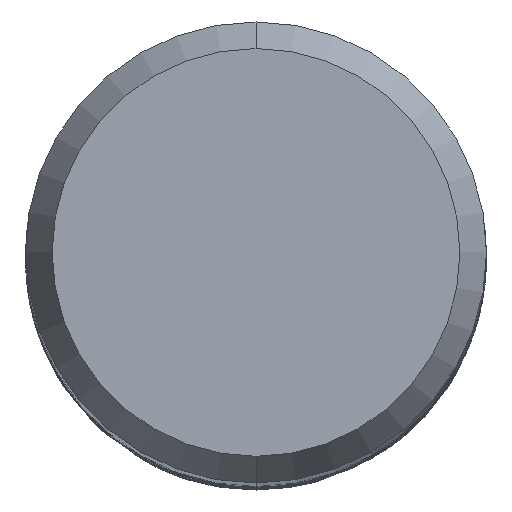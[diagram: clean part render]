
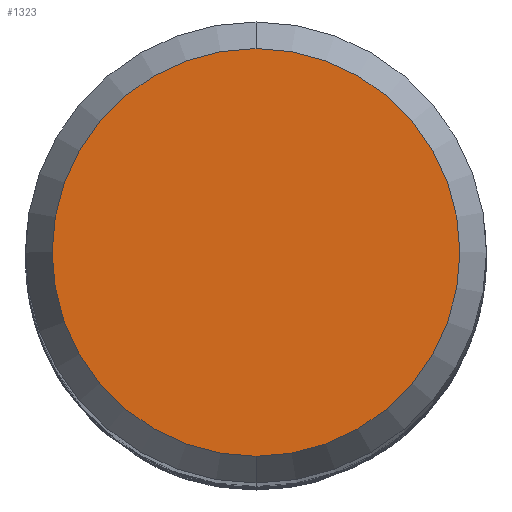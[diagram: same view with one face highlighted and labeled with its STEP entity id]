
A CAD part, top view. The second image highlights one B-rep face of the part: STEP entity #1323.
In plain terms, the highlighted planar face has unit normal (0, 0, 1).
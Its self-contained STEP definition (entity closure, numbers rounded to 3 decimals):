
#1173=EDGE_CURVE('',#2287,#2971,#3322,.T.);
#1323=ADVANCED_FACE('',(#3485),#3486,.T.);
#1923=EDGE_CURVE('',#2971,#2287,#4136,.T.);
#2287=VERTEX_POINT('',#4530);
#2971=VERTEX_POINT('',#5273);
#3322=CIRCLE('',#5779,4.423);
#3485=FACE_OUTER_BOUND('',#9510,.T.);
#3486=PLANE('',#9511);
#4136=CIRCLE('',#14775,4.423);
#4530=CARTESIAN_POINT('',(0.0,4.423,0.0));
#5273=CARTESIAN_POINT('',(0.,-4.423,0.0));
#5779=AXIS2_PLACEMENT_3D('',#34600,#34601,#34602);
#9510=EDGE_LOOP('',(#34768,#34769));
#9511=AXIS2_PLACEMENT_3D('',#34770,#34771,#34772);
#14775=AXIS2_PLACEMENT_3D('',#35451,#35452,#35453);
#34600=CARTESIAN_POINT('',(0.0,0.0,0.0));
#34601=DIRECTION('',(0.0,0.0,-1.0));
#34602=DIRECTION('',(0.0,1.0,0.0));
#34768=ORIENTED_EDGE('',*,*,#1173,.F.);
#34769=ORIENTED_EDGE('',*,*,#1923,.F.);
#34770=CARTESIAN_POINT('',(0.0,2.211,0.0));
#34771=DIRECTION('',(-0.0,0.0,1.0));
#34772=DIRECTION('',(0.0,-1.0,0.0));
#35451=CARTESIAN_POINT('',(0.0,0.0,0.0));
#35452=DIRECTION('',(0.0,0.0,-1.0));
#35453=DIRECTION('',(0.0,1.0,0.0));
